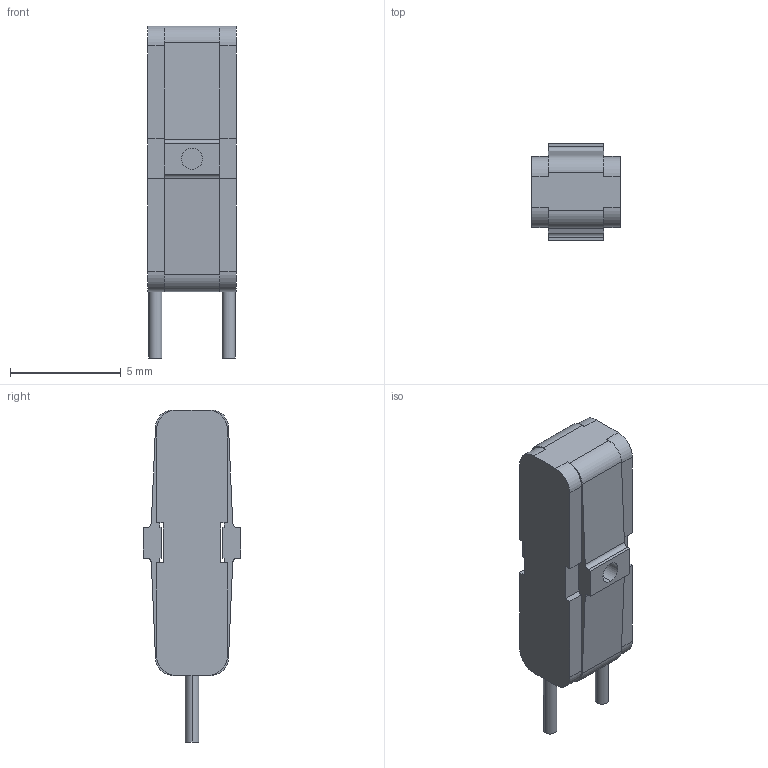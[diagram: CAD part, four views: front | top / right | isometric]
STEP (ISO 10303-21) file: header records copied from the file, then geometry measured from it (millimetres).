
FILE_DESCRIPTION (( 'STEP AP203' ), '1' );
FILE_NAME ('30A2ﾄ｣ﾐﾍ-21.11.08.STEP', '2021-11-08T05:18:46', ( 'ﾎ｢ﾈ橆ﾃｻｧ' ), ( 'ﾎ｢ﾈ晥ｫﾋｾ' ), 'SwSTEP 2.0', 'SolidWorks 2016', '' );
FILE_SCHEMA (( 'CONFIG_CONTROL_DESIGN' ));
Length unit declared in the file: millimetre
Products named in the file (1): 30A2耀倰-21.11.08
Bounding box: 4 x 4.4 x 15 mm (x, y, z)
Volume: 160.5 mm3; surface area: 238.4 mm2
Topology: 1 solids, 1 shells, 68 faces, 204 edges, 136 vertices
Faces by surface type: plane 44, cylinder 24
Entity records: 2389 total; most frequent: CARTESIAN_POINT 409, ORIENTED_EDGE 408, DIRECTION 390, EDGE_CURVE 204, VECTOR 156, LINE 156, VERTEX_POINT 136, AXIS2_PLACEMENT_3D 117
